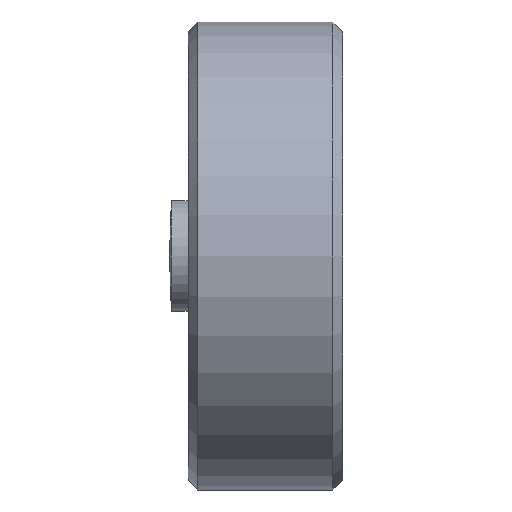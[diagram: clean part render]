
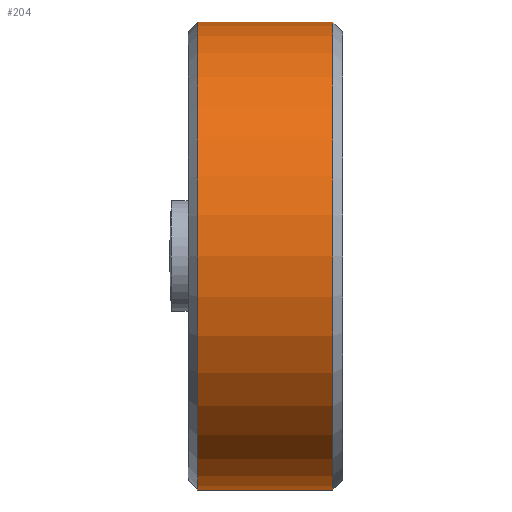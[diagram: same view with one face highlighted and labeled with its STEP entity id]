
A CAD part, left-side view. The second image highlights one B-rep face of the part: STEP entity #204.
In plain terms, the highlighted cylindrical face has radius 4.85 mm (diameter 9.7 mm), a full revolution.
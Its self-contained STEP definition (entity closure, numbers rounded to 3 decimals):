
#19=FACE_BOUND('',#47,.T.);
#23=B_SPLINE_CURVE_WITH_KNOTS('',3,(#341,#342,#343,#344,#345,#346,#347,
#348,#349,#350,#351,#352,#353,#354,#355,#356,#357,#358,#359,#360,#361,#362,
#363,#364,#365,#366,#367,#368,#369,#370,#371,#372,#373,#374),
 .UNSPECIFIED.,.T.,.F.,(4,2,2,2,2,2,2,2,2,2,2,2,2,2,2,2,4),(-0.582,
-0.545,-0.508,-0.47,-0.437,
-0.404,-0.365,-0.328,-0.291,
-0.254,-0.217,-0.179,-0.146,
-0.112,-0.074,-0.037,0.),
 .UNSPECIFIED.);
#34=FACE_OUTER_BOUND('',#46,.T.);
#46=EDGE_LOOP('',(#174,#175,#176,#177,#178,#179));
#47=EDGE_LOOP('',(#180));
#60=LINE('',#418,#67);
#67=VECTOR('',#319,4.85);
#80=CIRCLE('',#241,4.85);
#81=CIRCLE('',#242,4.85);
#84=CIRCLE('',#246,4.85);
#87=CIRCLE('',#249,4.85);
#92=VERTEX_POINT('',#340);
#101=VERTEX_POINT('',#398);
#102=VERTEX_POINT('',#399);
#105=VERTEX_POINT('',#408);
#106=VERTEX_POINT('',#409);
#114=EDGE_CURVE('',#92,#92,#23,.T.);
#126=EDGE_CURVE('',#101,#102,#80,.T.);
#127=EDGE_CURVE('',#102,#101,#81,.T.);
#131=EDGE_CURVE('',#105,#106,#84,.T.);
#135=EDGE_CURVE('',#106,#105,#87,.T.);
#136=EDGE_CURVE('',#105,#102,#60,.T.);
#174=ORIENTED_EDGE('',*,*,#131,.F.);
#175=ORIENTED_EDGE('',*,*,#136,.T.);
#176=ORIENTED_EDGE('',*,*,#127,.T.);
#177=ORIENTED_EDGE('',*,*,#126,.T.);
#178=ORIENTED_EDGE('',*,*,#136,.F.);
#179=ORIENTED_EDGE('',*,*,#135,.F.);
#180=ORIENTED_EDGE('',*,*,#114,.T.);
#196=CYLINDRICAL_SURFACE('',#250,4.85);
#204=ADVANCED_FACE('',(#34,#19),#196,.T.);
#241=AXIS2_PLACEMENT_3D('',#400,#297,#298);
#242=AXIS2_PLACEMENT_3D('',#401,#299,#300);
#246=AXIS2_PLACEMENT_3D('',#410,#308,#309);
#249=AXIS2_PLACEMENT_3D('',#416,#315,#316);
#250=AXIS2_PLACEMENT_3D('',#417,#317,#318);
#297=DIRECTION('center_axis',(0.,-1.,0.));
#298=DIRECTION('ref_axis',(0.,0.,-1.));
#299=DIRECTION('center_axis',(0.,-1.,0.));
#300=DIRECTION('ref_axis',(0.,0.,-1.));
#308=DIRECTION('center_axis',(0.,-1.,0.));
#309=DIRECTION('ref_axis',(0.,0.,-1.));
#315=DIRECTION('center_axis',(0.,-1.,0.));
#316=DIRECTION('ref_axis',(0.,0.,-1.));
#317=DIRECTION('center_axis',(0.,-1.,0.));
#318=DIRECTION('ref_axis',(0.,0.,-1.));
#319=DIRECTION('',(0.,1.,0.));
#340=CARTESIAN_POINT('',(4.747,1.6,-0.993));
#341=CARTESIAN_POINT('Ctrl Pts',(4.747,1.6,-0.993));
#342=CARTESIAN_POINT('Ctrl Pts',(4.747,1.476,-0.993));
#343=CARTESIAN_POINT('Ctrl Pts',(4.753,1.344,-0.966));
#344=CARTESIAN_POINT('Ctrl Pts',(4.774,1.105,-0.858));
#345=CARTESIAN_POINT('Ctrl Pts',(4.788,0.998,-0.777));
#346=CARTESIAN_POINT('Ctrl Pts',(4.815,0.829,-0.592));
#347=CARTESIAN_POINT('Ctrl Pts',(4.829,0.752,-0.462));
#348=CARTESIAN_POINT('Ctrl Pts',(4.845,0.674,-0.239));
#349=CARTESIAN_POINT('Ctrl Pts',(4.85,0.652,-0.11));
#350=CARTESIAN_POINT('Ctrl Pts',(4.85,0.652,0.111));
#351=CARTESIAN_POINT('Ctrl Pts',(4.845,0.674,0.242));
#352=CARTESIAN_POINT('Ctrl Pts',(4.829,0.754,0.467));
#353=CARTESIAN_POINT('Ctrl Pts',(4.814,0.833,0.598));
#354=CARTESIAN_POINT('Ctrl Pts',(4.787,1.004,0.782));
#355=CARTESIAN_POINT('Ctrl Pts',(4.773,1.11,0.861));
#356=CARTESIAN_POINT('Ctrl Pts',(4.753,1.347,0.966));
#357=CARTESIAN_POINT('Ctrl Pts',(4.747,1.477,0.993));
#358=CARTESIAN_POINT('Ctrl Pts',(4.747,1.723,0.993));
#359=CARTESIAN_POINT('Ctrl Pts',(4.753,1.853,0.966));
#360=CARTESIAN_POINT('Ctrl Pts',(4.773,2.09,0.861));
#361=CARTESIAN_POINT('Ctrl Pts',(4.787,2.196,0.782));
#362=CARTESIAN_POINT('Ctrl Pts',(4.814,2.367,0.598));
#363=CARTESIAN_POINT('Ctrl Pts',(4.829,2.446,0.467));
#364=CARTESIAN_POINT('Ctrl Pts',(4.845,2.526,0.242));
#365=CARTESIAN_POINT('Ctrl Pts',(4.85,2.548,0.111));
#366=CARTESIAN_POINT('Ctrl Pts',(4.85,2.548,-0.111));
#367=CARTESIAN_POINT('Ctrl Pts',(4.845,2.526,-0.242));
#368=CARTESIAN_POINT('Ctrl Pts',(4.829,2.446,-0.467));
#369=CARTESIAN_POINT('Ctrl Pts',(4.814,2.367,-0.598));
#370=CARTESIAN_POINT('Ctrl Pts',(4.787,2.196,-0.782));
#371=CARTESIAN_POINT('Ctrl Pts',(4.773,2.09,-0.861));
#372=CARTESIAN_POINT('Ctrl Pts',(4.753,1.853,-0.966));
#373=CARTESIAN_POINT('Ctrl Pts',(4.747,1.723,-0.993));
#374=CARTESIAN_POINT('Ctrl Pts',(4.747,1.6,-0.993));
#398=CARTESIAN_POINT('',(0.,3.,-4.85));
#399=CARTESIAN_POINT('',(0.,3.,4.85));
#400=CARTESIAN_POINT('Origin',(0.,3.,0.));
#401=CARTESIAN_POINT('Origin',(0.,3.,0.));
#408=CARTESIAN_POINT('',(0.,0.2,4.85));
#409=CARTESIAN_POINT('',(0.,0.2,-4.85));
#410=CARTESIAN_POINT('Origin',(0.,0.2,0.));
#416=CARTESIAN_POINT('Origin',(0.,0.2,0.));
#417=CARTESIAN_POINT('Origin',(0.,-5.429,0.));
#418=CARTESIAN_POINT('',(0.,-5.429,4.85));
